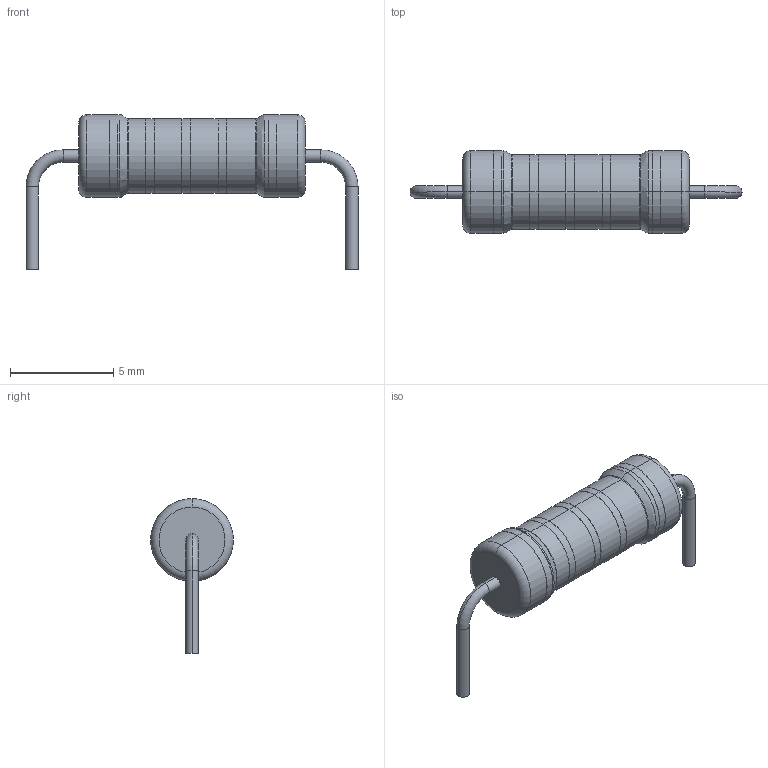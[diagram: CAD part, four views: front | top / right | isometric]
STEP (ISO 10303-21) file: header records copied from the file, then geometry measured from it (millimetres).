
FILE_DESCRIPTION (( 'STEP AP214' ), '1' );
FILE_NAME ('RES-TH_BD4.0-L11.5-P15.50.step', '2022-07-28T09:13:43', ( '' ), ( '' ), 'SwSTEP 2.0', 'SolidWorks 2020', '' );
FILE_SCHEMA (( 'AUTOMOTIVE_DESIGN' ));
Length unit declared in the file: millimetre
Products named in the file (1): RES-TH_BD4.0-L11.5-P15.50
Bounding box: 16.1 x 4.02 x 7.51 mm (x, y, z)
Volume: 126 mm3; surface area: 180.1 mm2
Topology: 1 solids, 1 shells, 288 faces, 741 edges, 486 vertices
Faces by surface type: plane 140, bspline 102, cylinder 34, torus 12
Entity records: 12483 total; most frequent: CARTESIAN_POINT 2894, ORIENTED_EDGE 1482, DIRECTION 999, EDGE_CURVE 741, VERTEX_POINT 486, LINE 449, VECTOR 449, EDGE_LOOP 319
